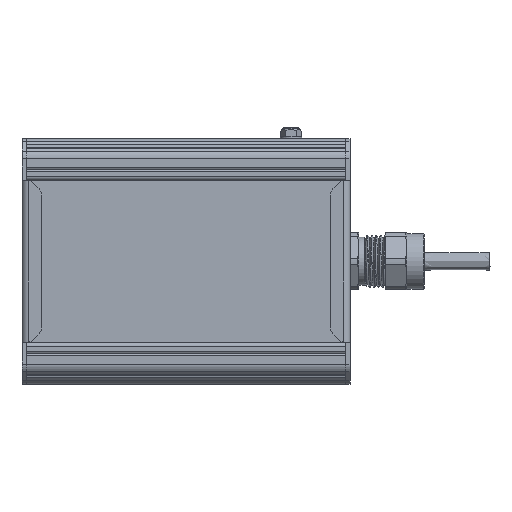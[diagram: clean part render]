
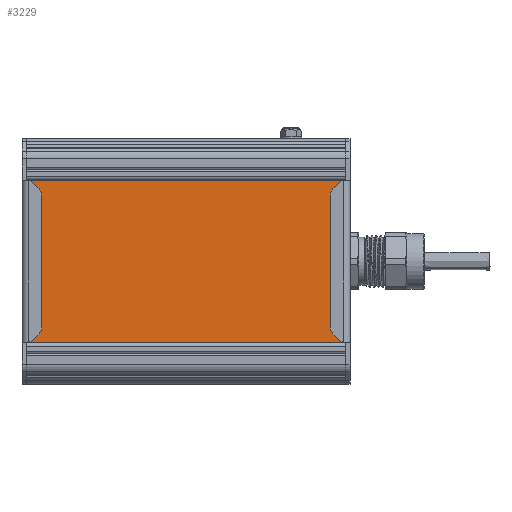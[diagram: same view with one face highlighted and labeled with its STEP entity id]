
A CAD part, front view. The second image highlights one B-rep face of the part: STEP entity #3229.
In plain terms, the highlighted face is planar.
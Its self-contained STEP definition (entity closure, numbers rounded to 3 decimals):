
#3229=ADVANCED_FACE('',(#12102),#12104,.T.);
#12102=FACE_BOUND('',#12103,.T.);
#12103=EDGE_LOOP('',(#36703,#36704,#36705,#36706));
#12104=PLANE('',#12105);
#12105=AXIS2_PLACEMENT_3D('',#12106,#12107,#12108);
#12106=CARTESIAN_POINT('',(120.465,593.492,117.308));
#12107=DIRECTION('',(0.,0.,-1.));
#12108=DIRECTION('',(0.,1.,0.));
#36703=ORIENTED_EDGE('',*,*,#41879,.T.);
#36704=ORIENTED_EDGE('',*,*,#41878,.F.);
#36705=ORIENTED_EDGE('',*,*,#41880,.T.);
#36706=ORIENTED_EDGE('',*,*,#41881,.T.);
#41878=EDGE_CURVE('',#45540,#45538,#45542,.T.);
#41879=EDGE_CURVE('',#45543,#45538,#45544,.T.);
#41880=EDGE_CURVE('',#45540,#45545,#45546,.T.);
#41881=EDGE_CURVE('',#45545,#45543,#45547,.T.);
#45538=VERTEX_POINT('',#56459);
#45540=VERTEX_POINT('',#56463);
#45542=LINE('',#56467,#56468);
#45543=VERTEX_POINT('',#56470);
#45544=LINE('',#56471,#56472);
#45545=VERTEX_POINT('',#56474);
#45546=LINE('',#56475,#56476);
#45547=LINE('',#56478,#56479);
#56459=CARTESIAN_POINT('',(266.465,593.492,117.308));
#56463=CARTESIAN_POINT('',(120.465,593.492,117.308));
#56467=CARTESIAN_POINT('',(120.465,593.492,117.308));
#56468=VECTOR('',#56469,1.);
#56469=DIRECTION('',(1.,0.,0.));
#56470=CARTESIAN_POINT('',(266.465,679.838,117.308));
#56471=CARTESIAN_POINT('',(266.465,679.838,117.308));
#56472=VECTOR('',#56473,1.);
#56473=DIRECTION('',(0.,-1.,0.));
#56474=CARTESIAN_POINT('',(120.465,679.838,117.308));
#56475=CARTESIAN_POINT('',(120.465,593.492,117.308));
#56476=VECTOR('',#56477,1.);
#56477=DIRECTION('',(0.,1.,0.));
#56478=CARTESIAN_POINT('',(120.465,679.838,117.308));
#56479=VECTOR('',#56480,1.);
#56480=DIRECTION('',(1.,0.,0.));
